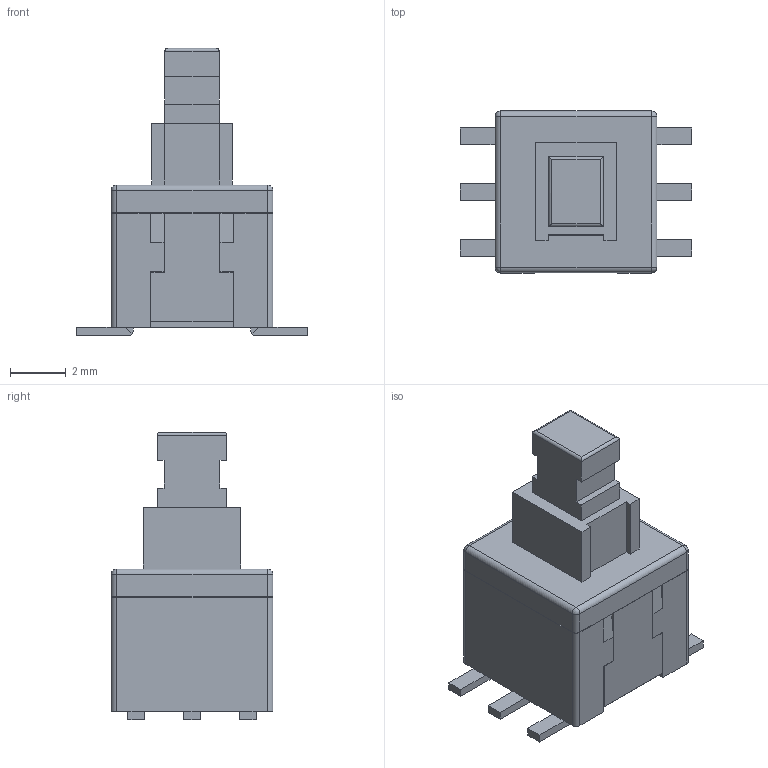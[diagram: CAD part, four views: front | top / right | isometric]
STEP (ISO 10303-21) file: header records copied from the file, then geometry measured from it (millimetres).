
FILE_DESCRIPTION (( 'STEP AP214' ), '1' );
FILE_NAME ('SW-SMD_6P-L5.8-W5.8-P2.00-LS8.3.step', '2022-07-26T14:50:19', ( '' ), ( '' ), 'SwSTEP 2.0', 'SolidWorks 2020', '' );
FILE_SCHEMA (( 'AUTOMOTIVE_DESIGN' ));
Length unit declared in the file: millimetre
Products named in the file (1): SW-SMD_6P-L5.8-W5.8-P2.00-LS8.3
Bounding box: 8.3 x 5.8 x 10.3 mm (x, y, z)
Volume: 205.8 mm3; surface area: 385.5 mm2
Topology: 18 solids, 18 shells, 443 faces, 1173 edges, 770 vertices
Faces by surface type: plane 305, bspline 112, cylinder 22, sphere 4
Entity records: 19176 total; most frequent: CARTESIAN_POINT 4499, ORIENTED_EDGE 2338, DIRECTION 1649, EDGE_CURVE 1169, LINE 889, VECTOR 889, VERTEX_POINT 770, EDGE_LOOP 463
